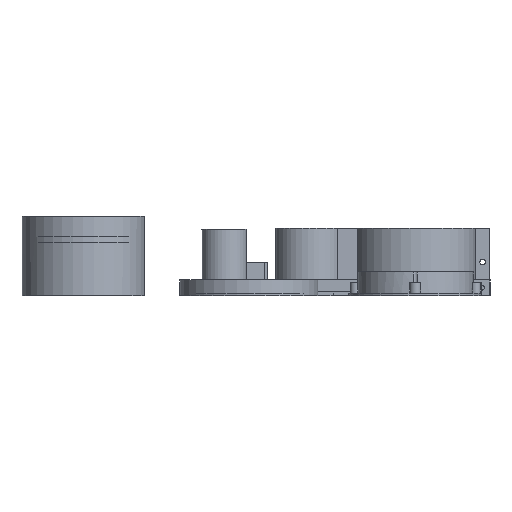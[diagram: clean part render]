
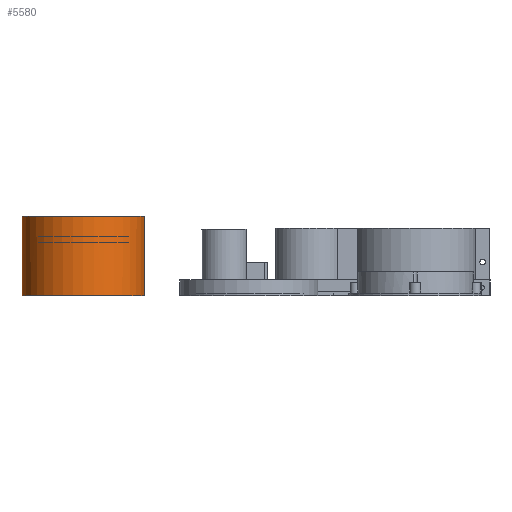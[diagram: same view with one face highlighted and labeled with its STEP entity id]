
A CAD part, left-side view. The second image highlights one B-rep face of the part: STEP entity #5580.
In plain terms, the highlighted cylindrical face has radius 46.25 mm (diameter 92.5 mm), a full revolution.
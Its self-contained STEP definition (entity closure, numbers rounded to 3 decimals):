
#282=CYLINDRICAL_SURFACE('',#6013,46.25);
#482=FACE_OUTER_BOUND('',#849,.T.);
#849=EDGE_LOOP('',(#4220,#4221,#4222,#4223,#4224,#4225,#4226,#4227));
#1224=CIRCLE('',#6007,46.25);
#1225=CIRCLE('',#6009,46.25);
#1226=CIRCLE('',#6010,46.25);
#1229=CIRCLE('',#6014,46.25);
#1557=LINE('',#8548,#2033);
#1563=LINE('',#8560,#2039);
#1564=LINE('',#8574,#2040);
#2033=VECTOR('',#6939,10.);
#2039=VECTOR('',#6947,10.);
#2040=VECTOR('',#6968,46.25);
#2520=VERTEX_POINT('',#8544);
#2522=VERTEX_POINT('',#8547);
#2525=VERTEX_POINT('',#8554);
#2527=VERTEX_POINT('',#8558);
#2528=VERTEX_POINT('',#8565);
#2530=VERTEX_POINT('',#8572);
#3143=EDGE_CURVE('',#2522,#2520,#1557,.T.);
#3149=EDGE_CURVE('',#2525,#2527,#1563,.T.);
#3151=EDGE_CURVE('',#2527,#2522,#1224,.T.);
#3152=EDGE_CURVE('',#2528,#2525,#1225,.T.);
#3153=EDGE_CURVE('',#2520,#2528,#1226,.T.);
#3156=EDGE_CURVE('',#2530,#2530,#1229,.T.);
#3157=EDGE_CURVE('',#2530,#2528,#1564,.T.);
#4220=ORIENTED_EDGE('',*,*,#3156,.F.);
#4221=ORIENTED_EDGE('',*,*,#3157,.T.);
#4222=ORIENTED_EDGE('',*,*,#3152,.T.);
#4223=ORIENTED_EDGE('',*,*,#3149,.T.);
#4224=ORIENTED_EDGE('',*,*,#3151,.T.);
#4225=ORIENTED_EDGE('',*,*,#3143,.T.);
#4226=ORIENTED_EDGE('',*,*,#3153,.T.);
#4227=ORIENTED_EDGE('',*,*,#3157,.F.);
#5580=ADVANCED_FACE('',(#482),#282,.T.);
#6007=AXIS2_PLACEMENT_3D('',#8563,#6952,#6953);
#6009=AXIS2_PLACEMENT_3D('',#8566,#6956,#6957);
#6010=AXIS2_PLACEMENT_3D('',#8567,#6958,#6959);
#6013=AXIS2_PLACEMENT_3D('',#8571,#6964,#6965);
#6014=AXIS2_PLACEMENT_3D('',#8573,#6966,#6967);
#6939=DIRECTION('',(0.,0.,-1.));
#6947=DIRECTION('',(0.,0.,1.));
#6952=DIRECTION('center_axis',(0.,0.,1.));
#6953=DIRECTION('ref_axis',(1.,0.,0.));
#6956=DIRECTION('center_axis',(0.,0.,1.));
#6957=DIRECTION('ref_axis',(1.,0.,0.));
#6958=DIRECTION('center_axis',(0.,0.,1.));
#6959=DIRECTION('ref_axis',(1.,0.,0.));
#6964=DIRECTION('center_axis',(0.,0.,1.));
#6965=DIRECTION('ref_axis',(1.,0.,0.));
#6966=DIRECTION('center_axis',(0.,0.,1.));
#6967=DIRECTION('ref_axis',(1.,0.,0.));
#6968=DIRECTION('',(0.,0.,-1.));
#8544=CARTESIAN_POINT('',(245.156,310.,0.));
#8547=CARTESIAN_POINT('',(245.156,310.,12.5));
#8548=CARTESIAN_POINT('',(245.156,310.,0.));
#8554=CARTESIAN_POINT('',(245.156,290.,0.));
#8558=CARTESIAN_POINT('',(245.156,290.,12.5));
#8560=CARTESIAN_POINT('',(245.156,290.,0.));
#8563=CARTESIAN_POINT('Origin',(200.,300.,12.5));
#8565=CARTESIAN_POINT('',(153.75,300.,0.));
#8566=CARTESIAN_POINT('Origin',(200.,300.,0.));
#8567=CARTESIAN_POINT('Origin',(200.,300.,0.));
#8571=CARTESIAN_POINT('Origin',(200.,300.,0.));
#8572=CARTESIAN_POINT('',(153.75,300.,60.));
#8573=CARTESIAN_POINT('Origin',(200.,300.,60.));
#8574=CARTESIAN_POINT('',(153.75,300.,0.));
